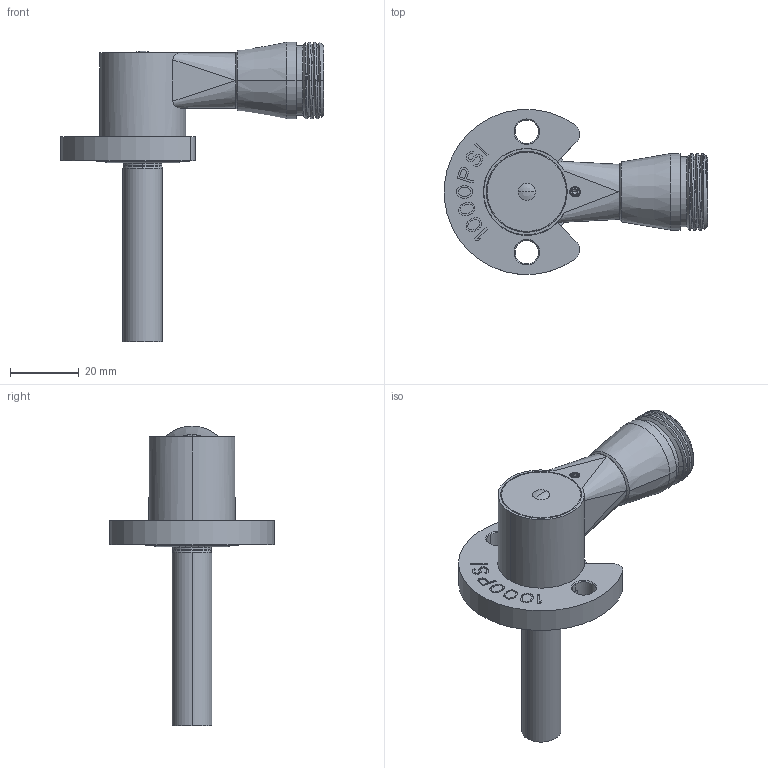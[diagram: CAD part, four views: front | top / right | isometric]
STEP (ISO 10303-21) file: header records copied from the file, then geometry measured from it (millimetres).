
FILE_DESCRIPTION((''),'2;1');
FILE_NAME('NJ2_F_2062_V93','2011-02-22T',('dburns'),(''),'PRO/ENGINEER BY PARAMETRIC TECHNOLOGY CORPORATION, 2007390','PRO/ENGINEER BY PARAMETRIC TECHNOLOGY CORPORATION, 2007390','');
FILE_SCHEMA(('CONFIG_CONTROL_DESIGN'));
Length unit declared in the file: millimetre
Products named in the file (1): NJ2_F_2062_V93
Bounding box: 76.42 x 47.83 x 86.98 mm (x, y, z)
Surface area: 24735.7 mm2 (no closed solid volume)
Topology: 0 solids, 12 shells, 894 faces, 2256 edges, 1421 vertices
Faces by surface type: plane 342, cylinder 294, cone 142, bspline 57, torus 55, sphere 4
Entity records: 37711 total; most frequent: CARTESIAN_POINT 16779, ORIENTED_EDGE 4484, DIRECTION 4099, EDGE_CURVE 2242, AXIS2_PLACEMENT_3D 1444, VERTEX_POINT 1421, VECTOR 1211, LINE 1211
